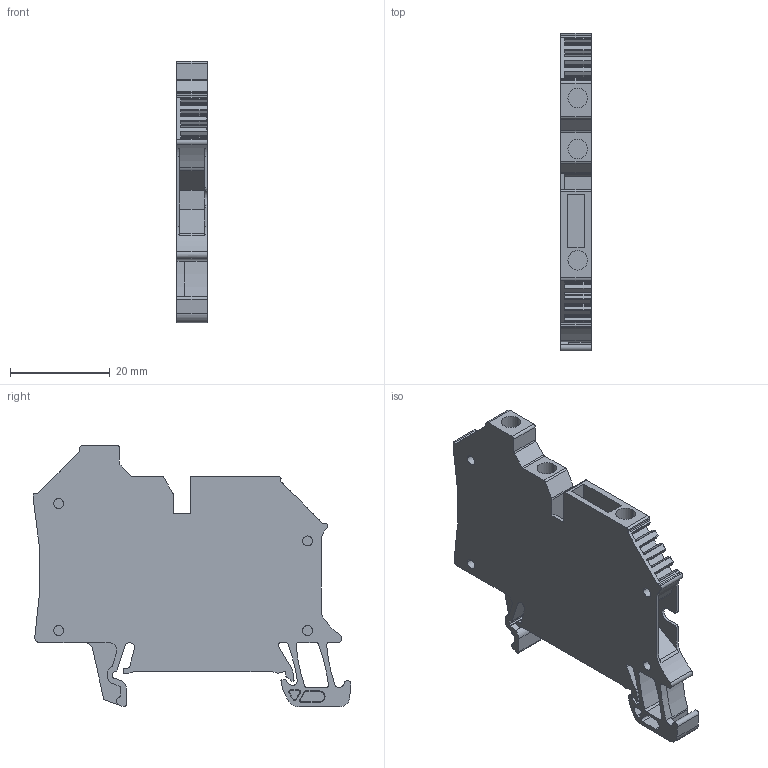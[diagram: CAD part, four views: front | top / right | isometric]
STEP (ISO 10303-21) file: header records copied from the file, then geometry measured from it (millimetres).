
FILE_DESCRIPTION(('CATIA V5 STEP Exchange','CAx-IF Rec.Pracs.--- Model Styling and Organization---1.4--- 2014-01-23'),'2;1');
FILE_NAME ('D1462089_0_2436410000_2436410000.stp','2020-01-20T12:54:20+00:00',('none'),('Weidmueller'),'CATIA Version 5-6 Release 2016 SP3 HF44','CATIA V5 STEP AP214','none');
FILE_SCHEMA(('AUTOMOTIVE_DESIGN { 1 0 10303 214 1 1 1 1 }'));
Length unit declared in the file: millimetre
Products named in the file (1): 2436410000_WTR_4-ZR_STB-O-TNHE
Bounding box: 6.1 x 63.74 x 52.55 mm (x, y, z)
Volume: 11098.1 mm3; surface area: 7756.8 mm2
Topology: 1 solids, 1 shells, 449 faces, 1365 edges, 932 vertices
Faces by surface type: plane 215, cylinder 155, extrusion 72, cone 7
Entity records: 15203 total; most frequent: CARTESIAN_POINT 3358, ORIENTED_EDGE 2730, DIRECTION 1951, EDGE_CURVE 1365, VECTOR 944, VERTEX_POINT 932, LINE 872, AXIS2_PLACEMENT_3D 678
